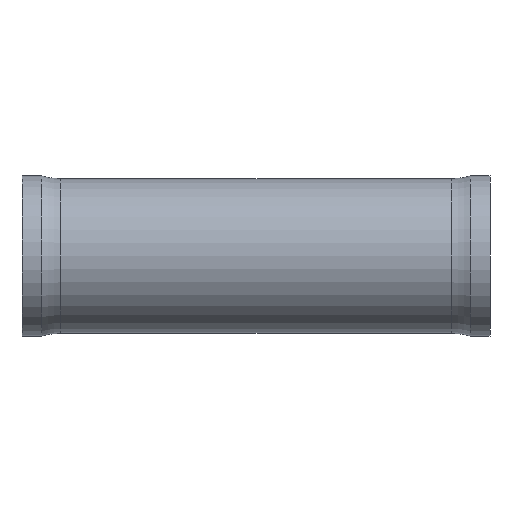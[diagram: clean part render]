
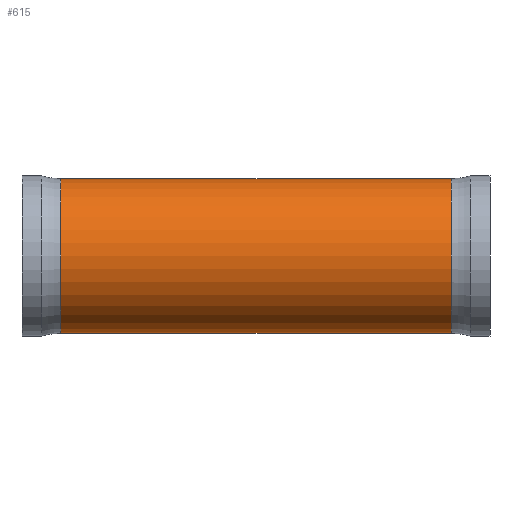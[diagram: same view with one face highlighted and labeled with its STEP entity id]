
A CAD part, front view. The second image highlights one B-rep face of the part: STEP entity #615.
In plain terms, the highlighted cylindrical face has radius 19.837 mm (diameter 39.675 mm), a partial arc.
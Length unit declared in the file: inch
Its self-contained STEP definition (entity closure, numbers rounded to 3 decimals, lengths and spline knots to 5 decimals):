
#6 = CYLINDRICAL_SURFACE ( 'NONE', #149, 0.781 ) ;
#20 = DIRECTION ( 'NONE',  ( -1., 0., 0. ) ) ;
#41 = ORIENTED_EDGE ( 'NONE', *, *, #271, .F. ) ;
#47 = CIRCLE ( 'NONE', #539, 0.781 ) ;
#126 = ORIENTED_EDGE ( 'NONE', *, *, #434, .T. ) ;
#149 = AXIS2_PLACEMENT_3D ( 'NONE', #331, #567, #344 ) ;
#210 = DIRECTION ( 'NONE',  ( 0., 0., 1. ) ) ;
#227 = DIRECTION ( 'NONE',  ( -1., 0., 0. ) ) ;
#232 = DIRECTION ( 'NONE',  ( 0., 0., 1. ) ) ;
#244 = EDGE_CURVE ( 'NONE', #538, #447, #47, .T. ) ;
#252 = CARTESIAN_POINT ( 'NONE',  ( 0.39128, 0., 0.781 ) ) ;
#258 = CARTESIAN_POINT ( 'NONE',  ( 4.33272, 0., 0. ) ) ;
#271 = EDGE_CURVE ( 'NONE', #504, #538, #626, .T. ) ;
#287 = VECTOR ( 'NONE', #396, 39.37008 ) ;
#290 = CARTESIAN_POINT ( 'NONE',  ( -0.21142, 0., -0.781 ) ) ;
#313 = ORIENTED_EDGE ( 'NONE', *, *, #577, .T. ) ;
#318 = CARTESIAN_POINT ( 'NONE',  ( -0.21142, 0., 0.781 ) ) ;
#331 = CARTESIAN_POINT ( 'NONE',  ( -0.21142, 0., 0. ) ) ;
#344 = DIRECTION ( 'NONE',  ( 0., 0., 1. ) ) ;
#350 = CARTESIAN_POINT ( 'NONE',  ( 4.33272, 0., 0.781 ) ) ;
#374 = CARTESIAN_POINT ( 'NONE',  ( 4.33272, 0., -0.781 ) ) ;
#396 = DIRECTION ( 'NONE',  ( -1., 0., 0. ) ) ;
#420 = EDGE_LOOP ( 'NONE', ( #41, #126, #313, #628 ) ) ;
#425 = VECTOR ( 'NONE', #227, 39.37008 ) ;
#434 = EDGE_CURVE ( 'NONE', #504, #442, #624, .T. ) ;
#442 = VERTEX_POINT ( 'NONE', #350 ) ;
#447 = VERTEX_POINT ( 'NONE', #252 ) ;
#504 = VERTEX_POINT ( 'NONE', #374 ) ;
#510 = CARTESIAN_POINT ( 'NONE',  ( 0.39128, 0., -0.781 ) ) ;
#521 = AXIS2_PLACEMENT_3D ( 'NONE', #258, #20, #210 ) ;
#530 = DIRECTION ( 'NONE',  ( -1., 0., 0. ) ) ;
#538 = VERTEX_POINT ( 'NONE', #510 ) ;
#539 = AXIS2_PLACEMENT_3D ( 'NONE', #572, #530, #232 ) ;
#567 = DIRECTION ( 'NONE',  ( -1., 0., 0. ) ) ;
#572 = CARTESIAN_POINT ( 'NONE',  ( 0.39128, 0., 0. ) ) ;
#577 = EDGE_CURVE ( 'NONE', #442, #447, #614, .T. ) ;
#614 = LINE ( 'NONE', #318, #425 ) ;
#615 = ADVANCED_FACE ( 'NONE', ( #630 ), #6, .T. ) ;
#624 = CIRCLE ( 'NONE', #521, 0.781 ) ;
#626 = LINE ( 'NONE', #290, #287 ) ;
#628 = ORIENTED_EDGE ( 'NONE', *, *, #244, .F. ) ;
#630 = FACE_OUTER_BOUND ( 'NONE', #420, .T. ) ;
